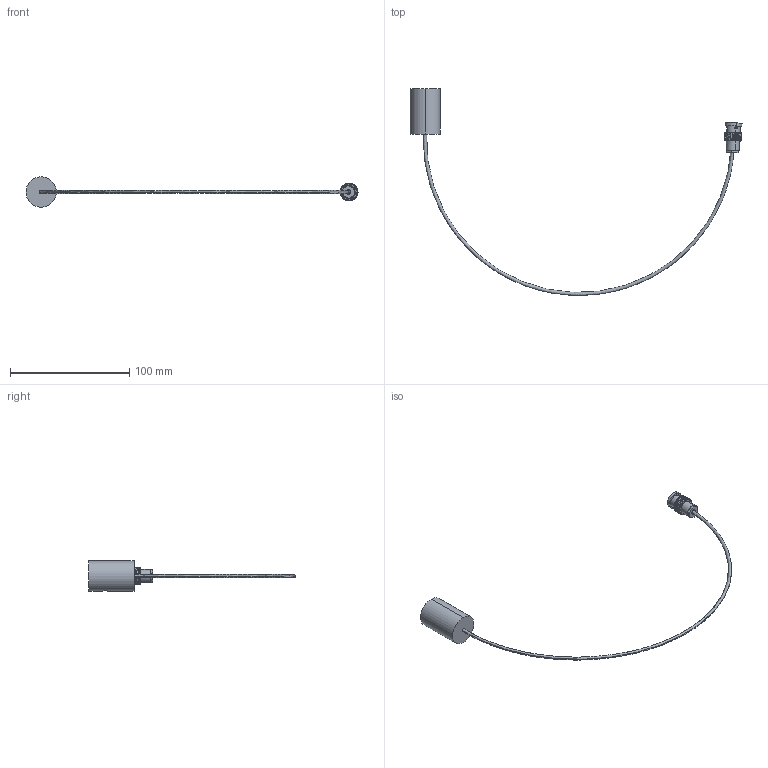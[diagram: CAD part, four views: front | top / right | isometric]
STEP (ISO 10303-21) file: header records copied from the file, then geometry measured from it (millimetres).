
FILE_DESCRIPTION (( 'STEP AP203' ), '1' );
FILE_NAME ('A7315-4-CN.STEP', '2013-11-19T13:31:10', ( '' ), ( '' ), 'SwSTEP 2.0', 'SolidWorks 2012', '' );
FILE_SCHEMA (( 'CONFIG_CONTROL_DESIGN' ));
Length unit declared in the file: inch
Products named in the file (3): A7315-4-CN; A0060-2; A7309-1-CN_110183
Assembly tree (2 placements, depth 2):
  A7315-4-CN
    A7309-1-CN_110183
    A0060-2
Bounding box: 278.55 x 173.48 x 25.4 mm (x, y, z)
Volume: 18539.4 mm3; surface area: 11148.3 mm2
Topology: 2 solids, 2 shells, 348 faces, 973 edges, 629 vertices
Faces by surface type: plane 240, cylinder 104, bspline 2, cone 2
Entity records: 11857 total; most frequent: CARTESIAN_POINT 2528, ORIENTED_EDGE 1946, DIRECTION 1863, EDGE_CURVE 973, VERTEX_POINT 629, VECTOR 623, LINE 623, AXIS2_PLACEMENT_3D 620
